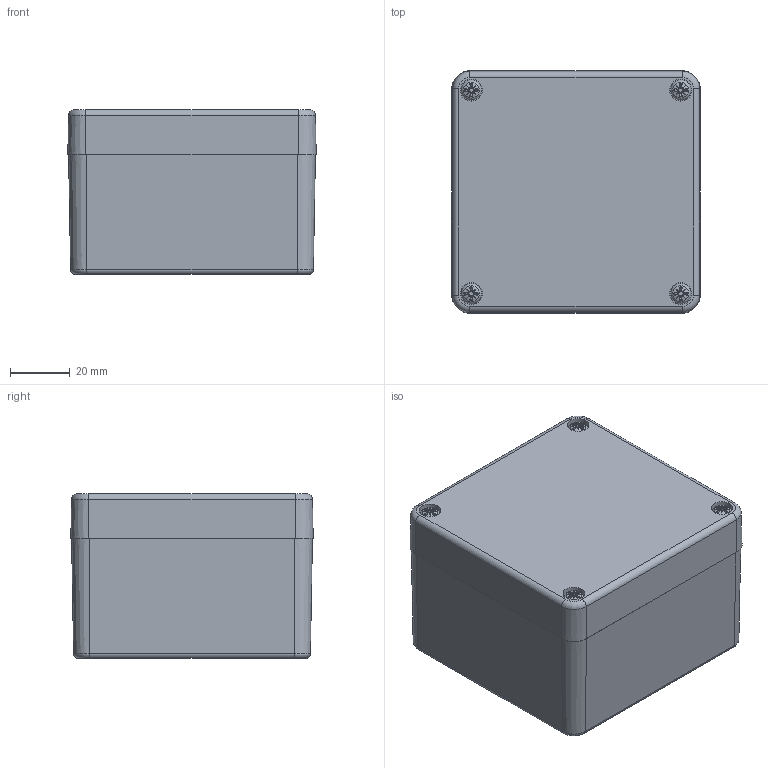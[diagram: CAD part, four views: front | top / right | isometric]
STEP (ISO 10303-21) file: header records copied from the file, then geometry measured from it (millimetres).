
FILE_DESCRIPTION((''),'2;1');
FILE_NAME('0402101000-MBT_080805-K_VE.stp','2015-12-22T14:37:10',('robin.rentz'),(''),'Autodesk Inventor 2012','Autodesk Inventor 2012','');
FILE_SCHEMA(('AUTOMOTIVE_DESIGN { 1 2 10303 214 0 1 1 1 }'));
Length unit declared in the file: millimetre
Products named in the file (6): 0402101000-MBT_080805-K_VE; 0401100902-UT_080840-6N_VE; 0302100901-OT_080815-K_VE; 1990000276 Schraube BM4x24_11; 1990000007 M4 Gewindebuchse; xxx-O-Ring-MBM_080805
Assembly tree (11 placements, depth 2):
  0402101000-MBT_080805-K_VE
    0401100902-UT_080840-6N_VE
    0302100901-OT_080815-K_VE
    1990000276 Schraube BM4x24_11  x4
    1990000007 M4 Gewindebuchse  x4
    xxx-O-Ring-MBM_080805
Bounding box: 83 x 81 x 55 mm (x, y, z)
Volume: 104912.3 mm3; surface area: 77251.2 mm2
Topology: 11 solids, 11 shells, 1672 faces, 4034 edges, 2441 vertices
Faces by surface type: plane 611, cylinder 464, cone 348, torus 213, bspline 32, sphere 4
Full cylindrical faces by diameter (mm): 3.242 x4, 3.3 x4, 4 x4, 4.4 x4, 4.5 x4, 4.9 x4, 5 x4, 5.1 x4, 6.8 x4, 7 x4, 7.3 x4, 7.5 x4
Entity records: 25134 total; most frequent: CARTESIAN_POINT 5146, DIRECTION 4480, ORIENTED_EDGE 3904, EDGE_CURVE 1952, AXIS2_PLACEMENT_3D 1848, VERTEX_POINT 1234, EDGE_LOOP 1018, CIRCLE 972
